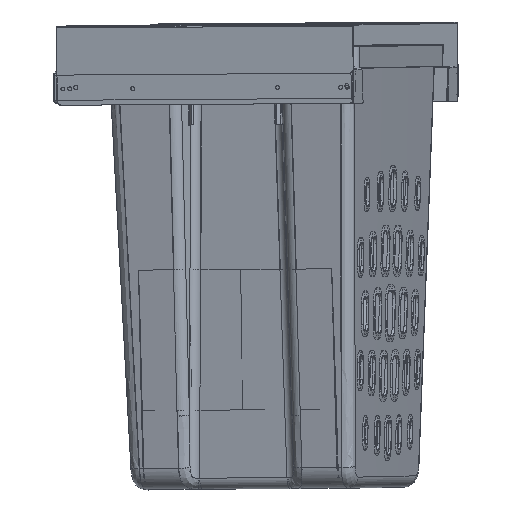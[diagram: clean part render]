
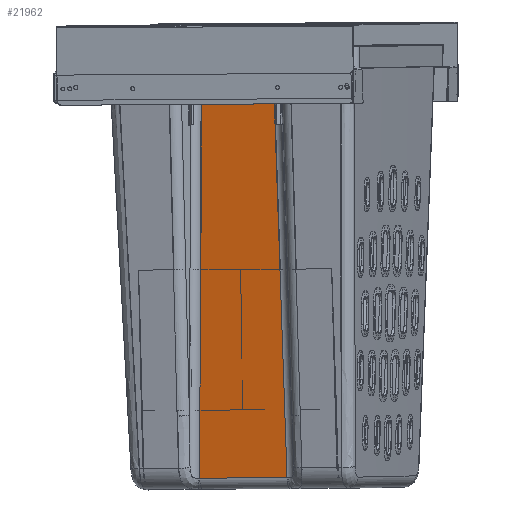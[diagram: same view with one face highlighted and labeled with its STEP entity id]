
A CAD part, front view. The second image highlights one B-rep face of the part: STEP entity #21962.
In plain terms, the highlighted face is planar.
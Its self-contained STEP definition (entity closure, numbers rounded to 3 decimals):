
#21752=CARTESIAN_POINT('',(51.589,134.69,-470.363));
#21753=VERTEX_POINT('',#21752);
#21761=CARTESIAN_POINT('',(43.069,146.857,-34.771));
#21762=VERTEX_POINT('',#21761);
#21763=CARTESIAN_POINT('',(43.069,146.857,-34.771));
#21764=DIRECTION('',(0.02,-0.028,-0.999));
#21765=VECTOR('',#21764,435.846);
#21766=LINE('',#21763,#21765);
#21767=EDGE_CURVE('',#21762,#21753,#21766,.T.);
#21914=CARTESIAN_POINT('',(73.0,147.7,-4.6));
#21915=DIRECTION('',(0.0,1.,-0.028));
#21916=DIRECTION('',(0.0,0.028,1.));
#21917=AXIS2_PLACEMENT_3D('',#21914,#21915,#21916);
#21918=PLANE('',#21917);
#21919=ORIENTED_EDGE('',*,*,#21767,.T.);
#21920=CARTESIAN_POINT('',(-51.589,134.69,-470.363));
#21921=VERTEX_POINT('',#21920);
#21922=CARTESIAN_POINT('',(51.589,134.69,-470.363));
#21923=DIRECTION('',(-1.0,0.0,0.0));
#21924=VECTOR('',#21923,103.177);
#21925=LINE('',#21922,#21924);
#21926=EDGE_CURVE('',#21753,#21921,#21925,.T.);
#21927=ORIENTED_EDGE('',*,*,#21926,.T.);
#21928=CARTESIAN_POINT('',(-43.069,146.857,-34.771));
#21929=VERTEX_POINT('',#21928);
#21930=CARTESIAN_POINT('',(-43.069,146.857,-34.771));
#21931=DIRECTION('',(-0.02,-0.028,-0.999));
#21932=VECTOR('',#21931,435.846);
#21933=LINE('',#21930,#21932);
#21934=EDGE_CURVE('',#21929,#21921,#21933,.T.);
#21935=ORIENTED_EDGE('',*,*,#21934,.F.);
#21936=CARTESIAN_POINT('',(-37.251,146.857,-34.783));
#21937=VERTEX_POINT('',#21936);
#21938=CARTESIAN_POINT('',(-37.261,185.175,1337.033));
#21939=DIRECTION('',(0.,1.,-0.028));
#21940=DIRECTION('',(-0.004,-0.028,-1.));
#21941=AXIS2_PLACEMENT_3D('',#21938,#21939,#21940);
#21942=CIRCLE('',#21941,1372.351);
#21943=EDGE_CURVE('',#21937,#21929,#21942,.T.);
#21944=ORIENTED_EDGE('',*,*,#21943,.F.);
#21945=CARTESIAN_POINT('',(37.251,146.857,-34.783));
#21946=VERTEX_POINT('',#21945);
#21947=CARTESIAN_POINT('',(37.251,146.857,-34.783));
#21948=DIRECTION('',(-1.0,0.0,0.0));
#21949=VECTOR('',#21948,74.501);
#21950=LINE('',#21947,#21949);
#21951=EDGE_CURVE('',#21937,#21946,#21950,.F.);
#21952=ORIENTED_EDGE('',*,*,#21951,.T.);
#21953=CARTESIAN_POINT('',(37.261,185.175,1337.033));
#21954=DIRECTION('',(0.,-1.,0.028));
#21955=DIRECTION('',(0.004,-0.028,-1.));
#21956=AXIS2_PLACEMENT_3D('',#21953,#21954,#21955);
#21957=CIRCLE('',#21956,1372.351);
#21958=EDGE_CURVE('',#21946,#21762,#21957,.T.);
#21959=ORIENTED_EDGE('',*,*,#21958,.T.);
#21960=EDGE_LOOP('',(#21919,#21927,#21935,#21944,#21952,#21959));
#21961=FACE_OUTER_BOUND('',#21960,.T.);
#21962=ADVANCED_FACE('',(#21961),#21918,.T.);
